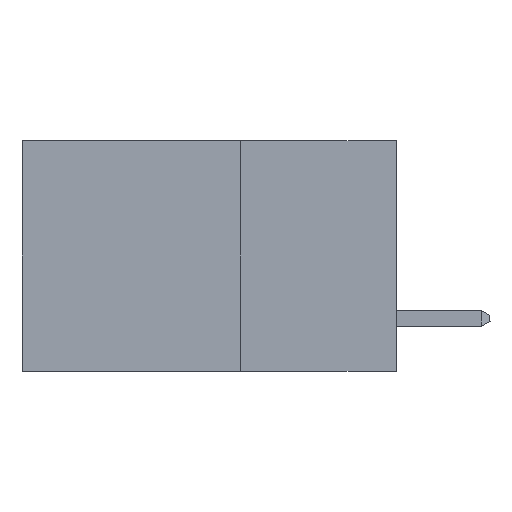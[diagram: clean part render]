
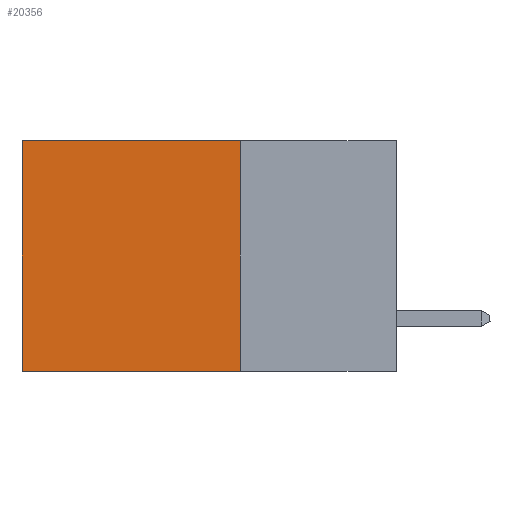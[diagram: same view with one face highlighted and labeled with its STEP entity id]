
A CAD part, left-side view. The second image highlights one B-rep face of the part: STEP entity #20356.
In plain terms, the highlighted planar face has unit normal (-1, 0, 0).
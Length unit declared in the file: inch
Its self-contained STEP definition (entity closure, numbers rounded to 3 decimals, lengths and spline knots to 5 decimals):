
#1984 = DIRECTION ( 'NONE',  ( 0., 0., -1. ) ) ;
#2931 = DIRECTION ( 'NONE',  ( 1., 0., 0. ) ) ;
#3106 = ORIENTED_EDGE ( 'NONE', *, *, #10783, .F. ) ;
#3686 = LINE ( 'NONE', #19074, #12791 ) ;
#3921 = VERTEX_POINT ( 'NONE', #8513 ) ;
#4223 = CARTESIAN_POINT ( 'NONE',  ( 0.298, 0.25, 0. ) ) ;
#4324 = ORIENTED_EDGE ( 'NONE', *, *, #21325, .T. ) ;
#5284 = EDGE_LOOP ( 'NONE', ( #9575, #3106, #11712, #4324 ) ) ;
#6569 = LINE ( 'NONE', #20301, #14066 ) ;
#8513 = CARTESIAN_POINT ( 'NONE',  ( 0.298, 0.25, -0.37 ) ) ;
#8574 = AXIS2_PLACEMENT_3D ( 'NONE', #9738, #2931, #14882 ) ;
#8951 = CARTESIAN_POINT ( 'NONE',  ( 0.298, 0.25, 0. ) ) ;
#9060 = VERTEX_POINT ( 'NONE', #16234 ) ;
#9575 = ORIENTED_EDGE ( 'NONE', *, *, #14348, .T. ) ;
#9738 = CARTESIAN_POINT ( 'NONE',  ( 0.298, 0.25, 0. ) ) ;
#10369 = CARTESIAN_POINT ( 'NONE',  ( 0.298, 0.6, 0. ) ) ;
#10619 = DIRECTION ( 'NONE',  ( 0., 1., 0. ) ) ;
#10783 = EDGE_CURVE ( 'NONE', #3921, #17893, #3686, .T. ) ;
#11712 = ORIENTED_EDGE ( 'NONE', *, *, #19891, .F. ) ;
#11718 = VECTOR ( 'NONE', #1984, 39.37008 ) ;
#12253 = LINE ( 'NONE', #10369, #11718 ) ;
#12429 = FACE_OUTER_BOUND ( 'NONE', #5284, .T. ) ;
#12791 = VECTOR ( 'NONE', #10619, 39.37008 ) ;
#13552 = DIRECTION ( 'NONE',  ( 0., 0., -1. ) ) ;
#13719 = LINE ( 'NONE', #8951, #17718 ) ;
#14066 = VECTOR ( 'NONE', #13552, 39.37008 ) ;
#14094 = DIRECTION ( 'NONE',  ( 0., 1., 0. ) ) ;
#14348 = EDGE_CURVE ( 'NONE', #9060, #17893, #12253, .T. ) ;
#14882 = DIRECTION ( 'NONE',  ( 0., 0., -1. ) ) ;
#15482 = CARTESIAN_POINT ( 'NONE',  ( 0.298, 0.6, -0.37 ) ) ;
#16234 = CARTESIAN_POINT ( 'NONE',  ( 0.298, 0.6, 0. ) ) ;
#16455 = VERTEX_POINT ( 'NONE', #4223 ) ;
#16514 = PLANE ( 'NONE',  #8574 ) ;
#17718 = VECTOR ( 'NONE', #14094, 39.37008 ) ;
#17893 = VERTEX_POINT ( 'NONE', #15482 ) ;
#19074 = CARTESIAN_POINT ( 'NONE',  ( 0.298, 0.25, -0.37 ) ) ;
#19891 = EDGE_CURVE ( 'NONE', #16455, #3921, #6569, .T. ) ;
#20301 = CARTESIAN_POINT ( 'NONE',  ( 0.298, 0.25, 0. ) ) ;
#20356 = ADVANCED_FACE ( 'NONE', ( #12429 ), #16514, .F. ) ;
#21325 = EDGE_CURVE ( 'NONE', #16455, #9060, #13719, .T. ) ;
